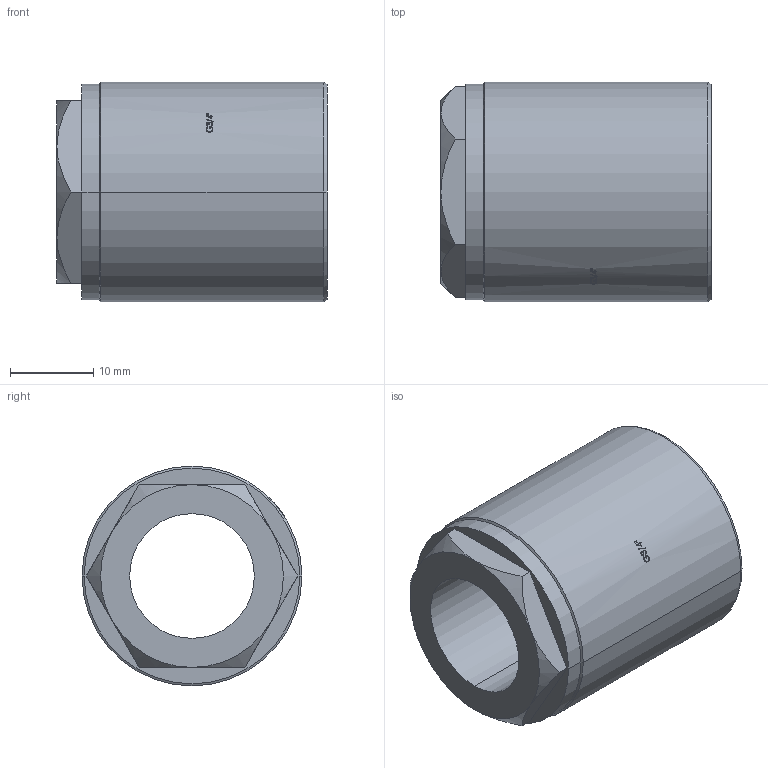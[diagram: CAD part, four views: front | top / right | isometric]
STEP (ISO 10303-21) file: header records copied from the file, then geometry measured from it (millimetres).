
FILE_DESCRIPTION (( 'STEP AP203' ), '1' );
FILE_NAME ('914d.STEP', '2023-01-25T12:20:39', ( '' ), ( '' ), 'SwSTEP 2.0', 'SolidWorks 2019', '' );
FILE_SCHEMA (( 'CONFIG_CONTROL_DESIGN' ));
Length unit declared in the file: millimetre
Products named in the file (1): 914d
Bounding box: 32.5 x 26.44 x 26.44 mm (x, y, z)
Volume: 11643 mm3; surface area: 4903.4 mm2
Topology: 1 solids, 1 shells, 87 faces, 219 edges, 142 vertices
Faces by surface type: plane 32, bspline 32, cylinder 13, cone 10
Entity records: 4065 total; most frequent: CARTESIAN_POINT 2180, ORIENTED_EDGE 438, DIRECTION 263, EDGE_CURVE 219, VERTEX_POINT 142, B_SPLINE_CURVE_WITH_KNOTS 120, AXIS2_PLACEMENT_3D 108, EDGE_LOOP 97
